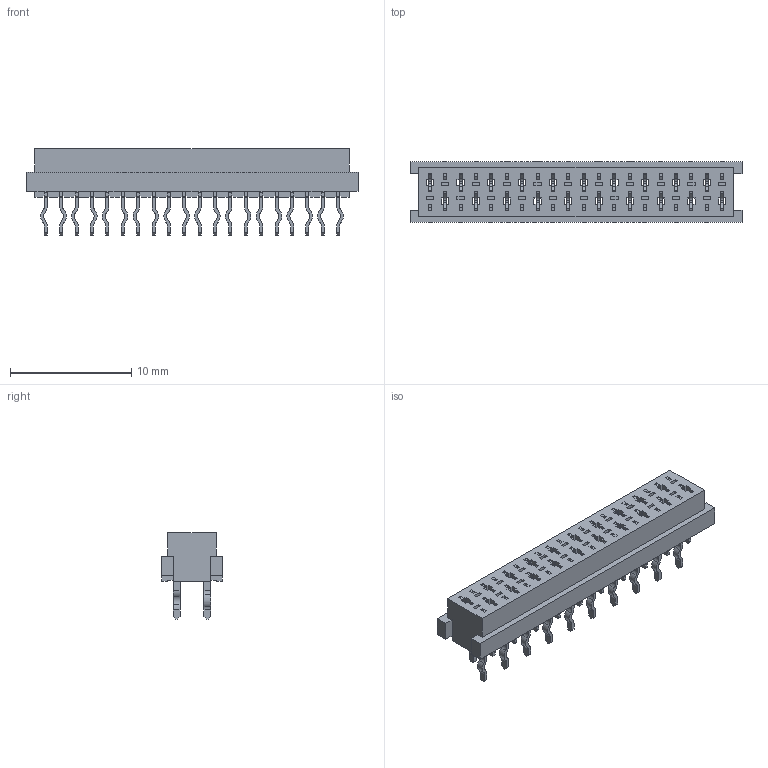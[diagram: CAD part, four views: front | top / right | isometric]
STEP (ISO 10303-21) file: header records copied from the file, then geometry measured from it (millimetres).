
FILE_DESCRIPTION( ( 'Unknown' ), '1' );
FILE_NAME( '690367182072.stp', 'Unknown', ( 'Unknown' ), ( 'Unknown' ), 'PSStep 14.0', 'Unknown', ' ' );
FILE_SCHEMA( ( 'AUTOMOTIVE_DESIGN { 1 0 10303 214 1 1 1 1 }' ) );
Length unit declared in the file: millimetre
Products named in the file (3): Assem1; Pin; 690367182072
Assembly tree (21 placements, depth 2):
  Assem1
    Pin  x20
    690367182072
Bounding box: 27.4 x 5 x 7.1 mm (x, y, z)
Volume: 433.8 mm3; surface area: 1482.2 mm2
Topology: 21 solids, 21 shells, 1602 faces, 4656 edges, 3076 vertices
Faces by surface type: plane 1162, cylinder 440
Entity records: 25200 total; most frequent: CARTESIAN_POINT 3618, ORIENTED_EDGE 3612, DIRECTION 3122, EDGE_CURVE 1806, LINE 1762, VECTOR 1762, VERTEX_POINT 1176, AXIS2_PLACEMENT_3D 680
